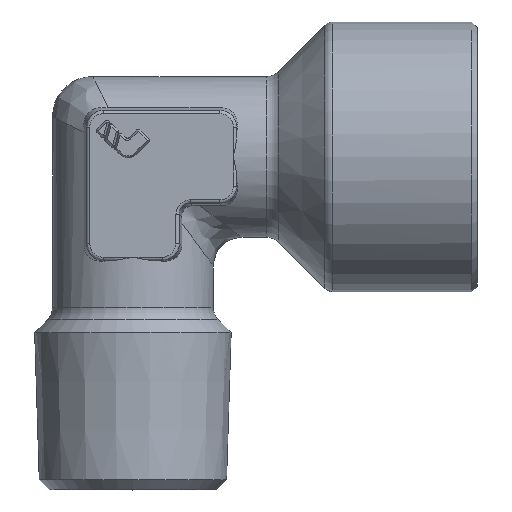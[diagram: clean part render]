
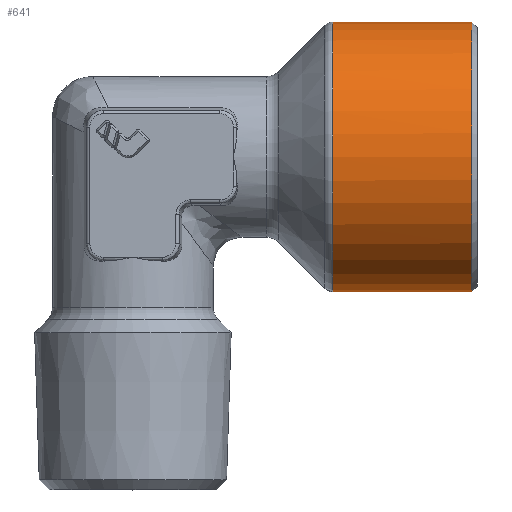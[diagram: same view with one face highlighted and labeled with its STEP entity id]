
A CAD part, top view. The second image highlights one B-rep face of the part: STEP entity #641.
In plain terms, the highlighted cylindrical face has radius 11.75 mm (diameter 23.5 mm), a partial arc.
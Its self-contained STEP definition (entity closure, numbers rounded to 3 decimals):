
#641=ADVANCED_FACE('',(#1384),#1385,.T.);
#1384=FACE_OUTER_BOUND('',#2517,.T.);
#1385=CYLINDRICAL_SURFACE('',#2518,11.75);
#2517=EDGE_LOOP('',(#4989,#4990,#4991,#4992,#4993));
#2518=AXIS2_PLACEMENT_3D('',#4994,#4995,#4996);
#4989=ORIENTED_EDGE('',*,*,#6568,.T.);
#4990=ORIENTED_EDGE('',*,*,#6361,.F.);
#4991=ORIENTED_EDGE('',*,*,#6569,.T.);
#4992=ORIENTED_EDGE('',*,*,#6333,.F.);
#4993=ORIENTED_EDGE('',*,*,#6167,.F.);
#4994=CARTESIAN_POINT('',(11.313,0.0,0.0));
#4995=DIRECTION('',(-1.0,-0.0,0.0));
#4996=DIRECTION('',(0.0,-1.0,0.0));
#6167=EDGE_CURVE('',#7440,#7442,#7443,.T.);
#6333=EDGE_CURVE('',#7442,#7699,#7700,.T.);
#6361=EDGE_CURVE('',#7102,#7104,#7739,.T.);
#6568=EDGE_CURVE('',#7440,#7104,#8025,.T.);
#6569=EDGE_CURVE('',#7102,#7699,#8026,.T.);
#7102=VERTEX_POINT('',#8883);
#7104=VERTEX_POINT('',#8886);
#7440=VERTEX_POINT('',#9630);
#7442=VERTEX_POINT('',#9632);
#7443=CIRCLE('',#9633,11.75);
#7699=VERTEX_POINT('',#10199);
#7700=CIRCLE('',#10200,11.75);
#7739=CIRCLE('',#10314,11.75);
#8025=LINE('',#11024,#11025);
#8026=LINE('',#11026,#11027);
#8883=CARTESIAN_POINT('',(29.5,11.75,0.));
#8886=CARTESIAN_POINT('',(29.5,-11.75,0.0));
#9630=CARTESIAN_POINT('',(17.414,-11.75,0.));
#9632=CARTESIAN_POINT('',(17.414,11.749,0.116));
#9633=AXIS2_PLACEMENT_3D('',#12140,#12141,#12142);
#10199=CARTESIAN_POINT('',(17.414,11.75,0.0));
#10200=AXIS2_PLACEMENT_3D('',#12317,#12318,#12319);
#10314=AXIS2_PLACEMENT_3D('',#12340,#12341,#12342);
#11024=CARTESIAN_POINT('',(23.457,-11.75,0.));
#11025=VECTOR('',#12553,1.0);
#11026=CARTESIAN_POINT('',(23.457,11.75,0.));
#11027=VECTOR('',#12554,1.0);
#12140=CARTESIAN_POINT('',(17.414,0.0,0.0));
#12141=DIRECTION('',(-1.0,0.0,0.0));
#12142=DIRECTION('',(0.0,1.0,0.0));
#12317=CARTESIAN_POINT('',(17.414,0.0,0.0));
#12318=DIRECTION('',(-1.0,0.0,0.0));
#12319=DIRECTION('',(0.0,1.0,0.0));
#12340=CARTESIAN_POINT('',(29.5,0.0,0.0));
#12341=DIRECTION('',(1.0,0.0,0.0));
#12342=DIRECTION('',(0.0,1.0,0.0));
#12553=DIRECTION('',(1.0,-0.0,-0.0));
#12554=DIRECTION('',(-1.0,-0.0,-0.0));
